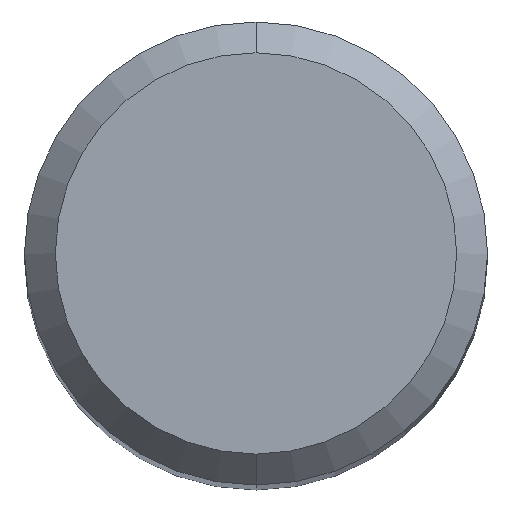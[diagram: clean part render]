
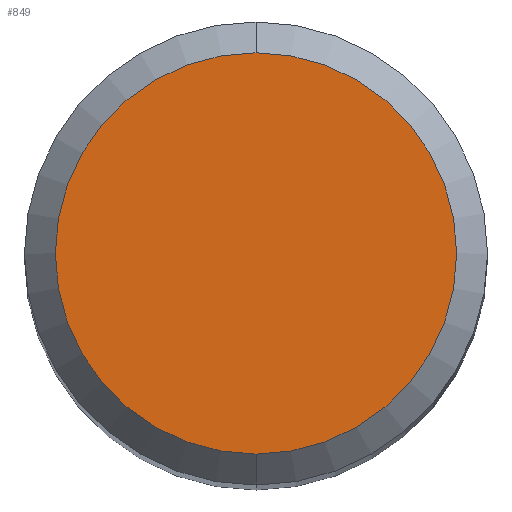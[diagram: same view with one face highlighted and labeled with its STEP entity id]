
A CAD part, top view. The second image highlights one B-rep face of the part: STEP entity #849.
In plain terms, the highlighted planar face has unit normal (0, 0, 1).
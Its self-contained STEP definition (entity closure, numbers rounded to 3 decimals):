
#377=EDGE_CURVE('',#843,#731,#999,.T.);
#495=EDGE_CURVE('',#731,#843,#1130,.T.);
#731=VERTEX_POINT('',#1380);
#843=VERTEX_POINT('',#1504);
#849=ADVANCED_FACE('',(#1510),#1511,.T.);
#999=CIRCLE('',#1812,2.6);
#1130=CIRCLE('',#3485,2.6);
#1380=CARTESIAN_POINT('',(0.0,2.6,0.0));
#1504=CARTESIAN_POINT('',(0.,-2.6,0.0));
#1510=FACE_OUTER_BOUND('',#8919,.T.);
#1511=PLANE('',#8920);
#1812=AXIS2_PLACEMENT_3D('',#9560,#9561,#9562);
#3485=AXIS2_PLACEMENT_3D('',#9732,#9733,#9734);
#8919=EDGE_LOOP('',(#10062,#10063));
#8920=AXIS2_PLACEMENT_3D('',#10064,#10065,#10066);
#9560=CARTESIAN_POINT('',(0.0,0.0,0.0));
#9561=DIRECTION('',(0.0,0.0,-1.0));
#9562=DIRECTION('',(0.0,1.0,0.0));
#9732=CARTESIAN_POINT('',(0.0,0.0,0.0));
#9733=DIRECTION('',(0.0,0.0,-1.0));
#9734=DIRECTION('',(0.0,1.0,0.0));
#10062=ORIENTED_EDGE('',*,*,#495,.F.);
#10063=ORIENTED_EDGE('',*,*,#377,.F.);
#10064=CARTESIAN_POINT('',(0.0,1.3,0.0));
#10065=DIRECTION('',(-0.0,0.0,1.0));
#10066=DIRECTION('',(0.0,-1.0,0.0));
